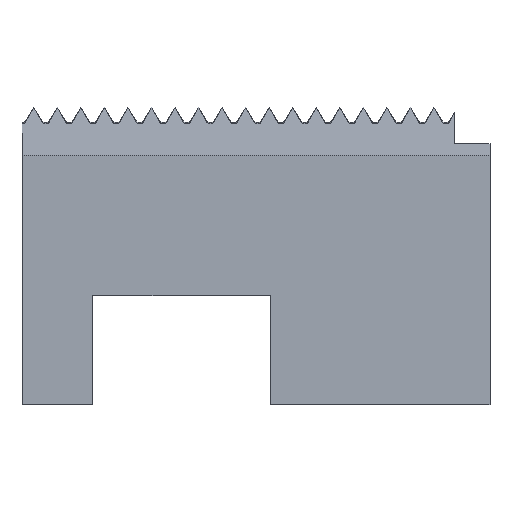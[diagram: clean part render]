
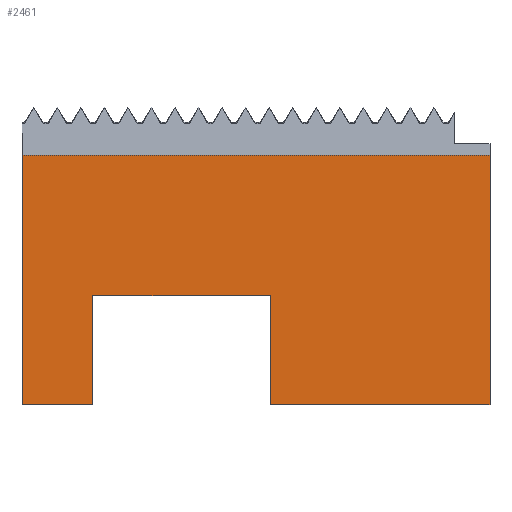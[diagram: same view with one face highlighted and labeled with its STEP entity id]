
A CAD part, top view. The second image highlights one B-rep face of the part: STEP entity #2461.
In plain terms, the highlighted planar face has unit normal (0, 0, 1).
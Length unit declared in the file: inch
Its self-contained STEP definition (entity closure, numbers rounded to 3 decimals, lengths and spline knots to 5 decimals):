
#46 = CARTESIAN_POINT ( 'NONE',  ( 0.25, 0.385, 0.06 ) ) ;
#56 = DIRECTION ( 'NONE',  ( 0., -1., 0. ) ) ;
#78 = DIRECTION ( 'NONE',  ( 0., 1., 0. ) ) ;
#104 = CARTESIAN_POINT ( 'NONE',  ( 0., 0.87986, 0.06 ) ) ;
#150 = EDGE_CURVE ( 'NONE', #557, #1938, #1412, .T. ) ;
#174 = ORIENTED_EDGE ( 'NONE', *, *, #652, .F. ) ;
#321 = CARTESIAN_POINT ( 'NONE',  ( 0., 0., 0.06 ) ) ;
#326 = VERTEX_POINT ( 'NONE', #104 ) ;
#401 = VECTOR ( 'NONE', #56, 39.37008 ) ;
#505 = ORIENTED_EDGE ( 'NONE', *, *, #2045, .T. ) ;
#554 = LINE ( 'NONE', #321, #1837 ) ;
#557 = VERTEX_POINT ( 'NONE', #2561 ) ;
#637 = VERTEX_POINT ( 'NONE', #1960 ) ;
#652 = EDGE_CURVE ( 'NONE', #1938, #1847, #930, .T. ) ;
#661 = VECTOR ( 'NONE', #2403, 39.37008 ) ;
#789 = LINE ( 'NONE', #1647, #2562 ) ;
#829 = CARTESIAN_POINT ( 'NONE',  ( 0., 1.05, 0.06 ) ) ;
#853 = CARTESIAN_POINT ( 'NONE',  ( 0., 0., 0.06 ) ) ;
#890 = DIRECTION ( 'NONE',  ( -1., 0., 0. ) ) ;
#897 = LINE ( 'NONE', #1764, #661 ) ;
#898 = VERTEX_POINT ( 'NONE', #853 ) ;
#930 = LINE ( 'NONE', #1784, #2478 ) ;
#963 = EDGE_CURVE ( 'NONE', #326, #898, #2211, .T. ) ;
#976 = EDGE_CURVE ( 'NONE', #1847, #2148, #2664, .T. ) ;
#1277 = FACE_OUTER_BOUND ( 'NONE', #1603, .T. ) ;
#1278 = ORIENTED_EDGE ( 'NONE', *, *, #2749, .T. ) ;
#1321 = CARTESIAN_POINT ( 'NONE',  ( 0., 0.87986, 0.06 ) ) ;
#1339 = VECTOR ( 'NONE', #78, 39.37008 ) ;
#1407 = DIRECTION ( 'NONE',  ( 1., 0., 0. ) ) ;
#1412 = LINE ( 'NONE', #2280, #1339 ) ;
#1434 = VECTOR ( 'NONE', #2167, 39.37008 ) ;
#1603 = EDGE_LOOP ( 'NONE', ( #2099, #2322, #174, #1923, #505, #1278, #1630, #2757 ) ) ;
#1630 = ORIENTED_EDGE ( 'NONE', *, *, #2601, .F. ) ;
#1647 = CARTESIAN_POINT ( 'NONE',  ( 1.65, 0., 0.06 ) ) ;
#1660 = AXIS2_PLACEMENT_3D ( 'NONE', #829, #2172, #2361 ) ;
#1731 = DIRECTION ( 'NONE',  ( 0., 1., 0. ) ) ;
#1764 = CARTESIAN_POINT ( 'NONE',  ( 0., 0., 0.06 ) ) ;
#1769 = CARTESIAN_POINT ( 'NONE',  ( 1.65, 0., 0.06 ) ) ;
#1781 = VERTEX_POINT ( 'NONE', #1769 ) ;
#1784 = CARTESIAN_POINT ( 'NONE',  ( 0.25, 0.385, 0.06 ) ) ;
#1837 = VECTOR ( 'NONE', #1407, 39.37008 ) ;
#1847 = VERTEX_POINT ( 'NONE', #46 ) ;
#1923 = ORIENTED_EDGE ( 'NONE', *, *, #150, .F. ) ;
#1938 = VERTEX_POINT ( 'NONE', #1979 ) ;
#1958 = EDGE_CURVE ( 'NONE', #898, #2148, #897, .T. ) ;
#1960 = CARTESIAN_POINT ( 'NONE',  ( 1.65, 0.87986, 0.06 ) ) ;
#1979 = CARTESIAN_POINT ( 'NONE',  ( 0.875, 0.385, 0.06 ) ) ;
#2014 = VECTOR ( 'NONE', #2021, 39.37008 ) ;
#2021 = DIRECTION ( 'NONE',  ( 1., 0., 0. ) ) ;
#2045 = EDGE_CURVE ( 'NONE', #557, #1781, #554, .T. ) ;
#2099 = ORIENTED_EDGE ( 'NONE', *, *, #1958, .T. ) ;
#2148 = VERTEX_POINT ( 'NONE', #2795 ) ;
#2167 = DIRECTION ( 'NONE',  ( 0., -1., 0. ) ) ;
#2172 = DIRECTION ( 'NONE',  ( 0., 0., -1. ) ) ;
#2184 = CARTESIAN_POINT ( 'NONE',  ( 0., 0., 0.06 ) ) ;
#2211 = LINE ( 'NONE', #2184, #1434 ) ;
#2251 = LINE ( 'NONE', #1321, #2014 ) ;
#2280 = CARTESIAN_POINT ( 'NONE',  ( 0.875, 0., 0.06 ) ) ;
#2322 = ORIENTED_EDGE ( 'NONE', *, *, #976, .F. ) ;
#2334 = PLANE ( 'NONE',  #1660 ) ;
#2361 = DIRECTION ( 'NONE',  ( -1., 0., 0. ) ) ;
#2403 = DIRECTION ( 'NONE',  ( 1., 0., 0. ) ) ;
#2461 = ADVANCED_FACE ( 'NONE', ( #1277 ), #2334, .F. ) ;
#2478 = VECTOR ( 'NONE', #890, 39.37008 ) ;
#2561 = CARTESIAN_POINT ( 'NONE',  ( 0.875, 0., 0.06 ) ) ;
#2562 = VECTOR ( 'NONE', #1731, 39.37008 ) ;
#2601 = EDGE_CURVE ( 'NONE', #326, #637, #2251, .T. ) ;
#2638 = CARTESIAN_POINT ( 'NONE',  ( 0.25, 0., 0.06 ) ) ;
#2664 = LINE ( 'NONE', #2638, #401 ) ;
#2749 = EDGE_CURVE ( 'NONE', #1781, #637, #789, .T. ) ;
#2757 = ORIENTED_EDGE ( 'NONE', *, *, #963, .T. ) ;
#2795 = CARTESIAN_POINT ( 'NONE',  ( 0.25, 0., 0.06 ) ) ;
